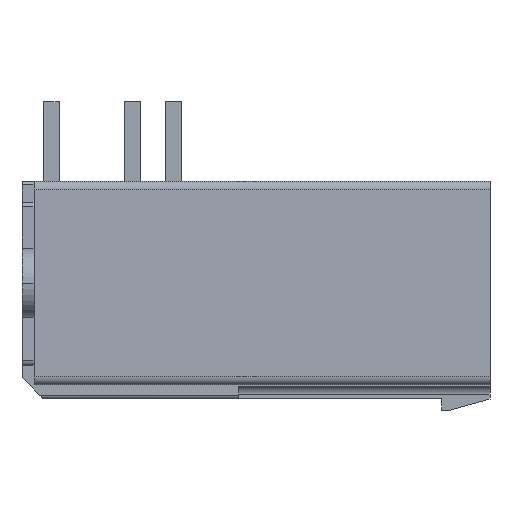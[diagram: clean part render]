
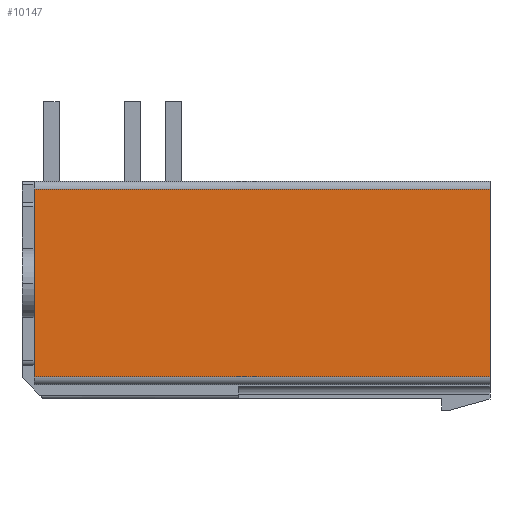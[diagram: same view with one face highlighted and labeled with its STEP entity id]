
A CAD part, front view. The second image highlights one B-rep face of the part: STEP entity #10147.
In plain terms, the highlighted planar face has unit normal (0, -1, 0).
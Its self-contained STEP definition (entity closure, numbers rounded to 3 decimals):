
#1062=DIRECTION('',(0.,0.,1.));
#1063=VECTOR('',#1062,11.733);
#1064=CARTESIAN_POINT('',(14.625,-6.22,-5.055));
#1065=LINE('',#1064,#1063);
#2343=DIRECTION('',(0.,0.,1.));
#2344=VECTOR('',#2343,11.733);
#2345=CARTESIAN_POINT('',(-13.875,-6.22,-5.055));
#2346=LINE('',#2345,#2344);
#2861=DIRECTION('',(-1.,0.,0.));
#2862=VECTOR('',#2861,28.5);
#2863=CARTESIAN_POINT('',(14.625,-6.22,-5.055));
#2864=LINE('',#2863,#2862);
#2865=DIRECTION('',(-1.,0.,0.));
#2866=VECTOR('',#2865,28.5);
#2867=CARTESIAN_POINT('',(14.625,-6.22,6.678));
#2868=LINE('',#2867,#2866);
#6216=CARTESIAN_POINT('',(14.625,-6.22,6.678));
#6218=VERTEX_POINT('',#6216);
#6233=CARTESIAN_POINT('',(14.625,-6.22,-5.055));
#6235=VERTEX_POINT('',#6233);
#6236=CARTESIAN_POINT('',(-13.875,-6.22,6.678));
#6238=VERTEX_POINT('',#6236);
#6241=CARTESIAN_POINT('',(-13.875,-6.22,-5.055));
#6243=VERTEX_POINT('',#6241);
#10135=CARTESIAN_POINT('',(14.625,-6.22,-5.055));
#10136=DIRECTION('',(0.,1.,0.));
#10137=DIRECTION('',(0.,0.,1.));
#10138=AXIS2_PLACEMENT_3D('',#10135,#10136,#10137);
#10139=PLANE('',#10138);
#10140=ORIENTED_EDGE('',*,*,#7173,.F.);
#10141=ORIENTED_EDGE('',*,*,#10130,.T.);
#10142=ORIENTED_EDGE('',*,*,#9443,.T.);
#10144=ORIENTED_EDGE('',*,*,#10143,.F.);
#10145=EDGE_LOOP('',(#10140,#10141,#10142,#10144));
#10146=FACE_OUTER_BOUND('',#10145,.F.);
#10147=ADVANCED_FACE('',(#10146),#10139,.F.);
#7173=EDGE_CURVE('',#6235,#6218,#1065,.T.);
#9443=EDGE_CURVE('',#6243,#6238,#2346,.T.);
#10130=EDGE_CURVE('',#6235,#6243,#2864,.T.);
#10143=EDGE_CURVE('',#6218,#6238,#2868,.T.);
